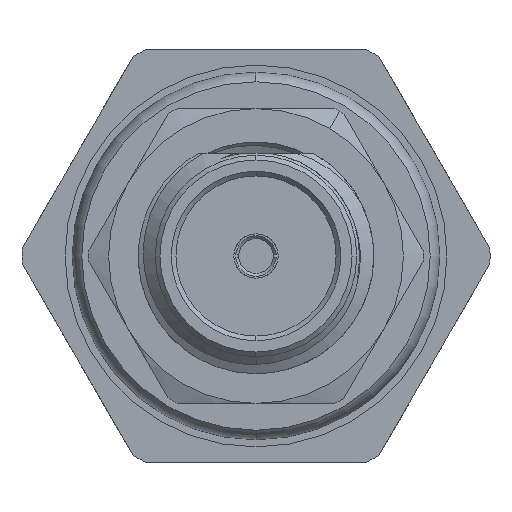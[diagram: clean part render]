
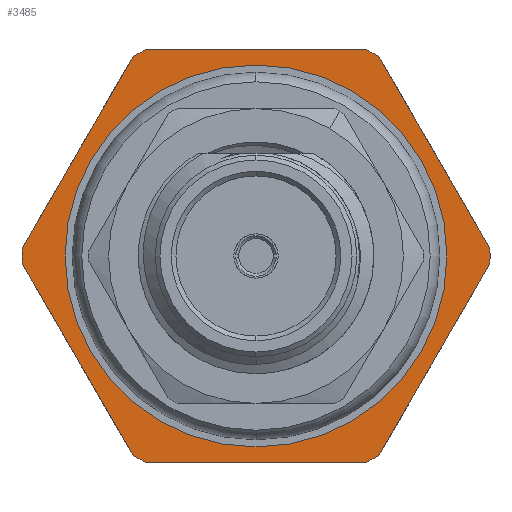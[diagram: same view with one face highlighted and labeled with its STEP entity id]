
A CAD part, left-side view. The second image highlights one B-rep face of the part: STEP entity #3485.
In plain terms, the highlighted planar face has unit normal (-1, 0, 0).
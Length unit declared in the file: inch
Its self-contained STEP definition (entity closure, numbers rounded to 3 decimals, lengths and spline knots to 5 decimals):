
#275 = DIRECTION ( 'NONE',  ( -1., 0., 0. ) ) ;
#576 = CARTESIAN_POINT ( 'NONE',  ( 0.415, 0.20274, -0.219 ) ) ;
#1193 = CIRCLE ( 'NONE', #4524, 0.24848 ) ;
#1526 = ORIENTED_EDGE ( 'NONE', *, *, #3921, .T. ) ;
#1551 = VECTOR ( 'NONE', #8531, 39.37008 ) ;
#1555 = EDGE_LOOP ( 'NONE', ( #1526, #2115 ) ) ;
#1623 = CARTESIAN_POINT ( 'NONE',  ( 0.415, 0.24836, -0.00783 ) ) ;
#1900 = CARTESIAN_POINT ( 'NONE',  ( 0.415, -0.24836, -0.00783 ) ) ;
#1924 = DIRECTION ( 'NONE',  ( 0., 0.5, -0.866 ) ) ;
#2115 = ORIENTED_EDGE ( 'NONE', *, *, #24689, .T. ) ;
#2520 = ORIENTED_EDGE ( 'NONE', *, *, #9003, .T. ) ;
#2584 = DIRECTION ( 'NONE',  ( 1., 0., 0. ) ) ;
#2647 = DIRECTION ( 'NONE',  ( 1., 0., 0. ) ) ;
#2792 = DIRECTION ( 'NONE',  ( 0., 0.5, 0.866 ) ) ;
#2830 = DIRECTION ( 'NONE',  ( 1., 0., 0. ) ) ;
#2880 = VECTOR ( 'NONE', #1924, 39.37008 ) ;
#3129 = CIRCLE ( 'NONE', #10207, 0.20274 ) ;
#3162 = EDGE_CURVE ( 'NONE', #7597, #7766, #18560, .T. ) ;
#3226 = CARTESIAN_POINT ( 'NONE',  ( 0.415, -0.1174, 0.219 ) ) ;
#3485 = ADVANCED_FACE ( 'NONE', ( #14641, #6142 ), #4720, .T. ) ;
#3503 = DIRECTION ( 'NONE',  ( 0., 0., -1. ) ) ;
#3921 = EDGE_CURVE ( 'NONE', #13530, #5817, #3129, .T. ) ;
#4122 = ORIENTED_EDGE ( 'NONE', *, *, #12296, .F. ) ;
#4316 = ORIENTED_EDGE ( 'NONE', *, *, #22700, .T. ) ;
#4524 = AXIS2_PLACEMENT_3D ( 'NONE', #25219, #5106, #17131 ) ;
#4613 = CARTESIAN_POINT ( 'NONE',  ( 0.415, -0.1174, -0.219 ) ) ;
#4720 = PLANE ( 'NONE',  #19381 ) ;
#5033 = LINE ( 'NONE', #20968, #16586 ) ;
#5067 = CARTESIAN_POINT ( 'NONE',  ( 0.415, 0., -0.20274 ) ) ;
#5106 = DIRECTION ( 'NONE',  ( 1., 0., 0. ) ) ;
#5280 = DIRECTION ( 'NONE',  ( 0., -0.5, -0.866 ) ) ;
#5347 = CARTESIAN_POINT ( 'NONE',  ( 0.415, 0., 0. ) ) ;
#5553 = CARTESIAN_POINT ( 'NONE',  ( 0.415, 0., 0. ) ) ;
#5817 = VERTEX_POINT ( 'NONE', #9116 ) ;
#6142 = FACE_OUTER_BOUND ( 'NONE', #16868, .T. ) ;
#6298 = CARTESIAN_POINT ( 'NONE',  ( 0.415, 0.24836, 0.00783 ) ) ;
#6848 = EDGE_CURVE ( 'NONE', #17073, #21571, #14226, .T. ) ;
#7286 = VERTEX_POINT ( 'NONE', #13625 ) ;
#7597 = VERTEX_POINT ( 'NONE', #1623 ) ;
#7766 = VERTEX_POINT ( 'NONE', #6298 ) ;
#7956 = CARTESIAN_POINT ( 'NONE',  ( 0.415, 0.1174, 0.219 ) ) ;
#8025 = EDGE_CURVE ( 'NONE', #17073, #7286, #13264, .T. ) ;
#8178 = CARTESIAN_POINT ( 'NONE',  ( 0.415, 0.24034, 0.02171 ) ) ;
#8257 = CIRCLE ( 'NONE', #21185, 0.20274 ) ;
#8450 = VERTEX_POINT ( 'NONE', #17115 ) ;
#8486 = DIRECTION ( 'NONE',  ( 0., 1., 0. ) ) ;
#8531 = DIRECTION ( 'NONE',  ( 0., -1., 0. ) ) ;
#8666 = LINE ( 'NONE', #576, #1551 ) ;
#9003 = EDGE_CURVE ( 'NONE', #8450, #16690, #19559, .T. ) ;
#9105 = AXIS2_PLACEMENT_3D ( 'NONE', #5553, #23701, #9599 ) ;
#9116 = CARTESIAN_POINT ( 'NONE',  ( 0.415, 0., 0.20274 ) ) ;
#9545 = EDGE_CURVE ( 'NONE', #13785, #18156, #8666, .T. ) ;
#9599 = DIRECTION ( 'NONE',  ( 0., 0., -1. ) ) ;
#9925 = ORIENTED_EDGE ( 'NONE', *, *, #8025, .F. ) ;
#10002 = CARTESIAN_POINT ( 'NONE',  ( 0.415, -0.13897, -0.19729 ) ) ;
#10207 = AXIS2_PLACEMENT_3D ( 'NONE', #22562, #2584, #16420 ) ;
#10333 = CARTESIAN_POINT ( 'NONE',  ( 0.415, 0., 0. ) ) ;
#10362 = ORIENTED_EDGE ( 'NONE', *, *, #13750, .T. ) ;
#10477 = CARTESIAN_POINT ( 'NONE',  ( 0.415, -0.13897, 0.19729 ) ) ;
#11037 = DIRECTION ( 'NONE',  ( 0., 0., -1. ) ) ;
#11349 = DIRECTION ( 'NONE',  ( 0., 0., -1. ) ) ;
#11590 = VECTOR ( 'NONE', #8486, 39.37008 ) ;
#11871 = AXIS2_PLACEMENT_3D ( 'NONE', #22637, #12705, #14402 ) ;
#12296 = EDGE_CURVE ( 'NONE', #8450, #18156, #1193, .T. ) ;
#12396 = CARTESIAN_POINT ( 'NONE',  ( 0.415, 0.20274, 0.219 ) ) ;
#12705 = DIRECTION ( 'NONE',  ( 1., 0., 0. ) ) ;
#12836 = LINE ( 'NONE', #10477, #17571 ) ;
#12969 = ORIENTED_EDGE ( 'NONE', *, *, #9545, .T. ) ;
#13264 = CIRCLE ( 'NONE', #14073, 0.24848 ) ;
#13530 = VERTEX_POINT ( 'NONE', #5067 ) ;
#13622 = CIRCLE ( 'NONE', #9105, 0.24848 ) ;
#13625 = CARTESIAN_POINT ( 'NONE',  ( 0.415, -0.13096, 0.21117 ) ) ;
#13635 = ORIENTED_EDGE ( 'NONE', *, *, #6848, .T. ) ;
#13750 = EDGE_CURVE ( 'NONE', #18975, #7766, #23727, .T. ) ;
#13785 = VERTEX_POINT ( 'NONE', #18110 ) ;
#14073 = AXIS2_PLACEMENT_3D ( 'NONE', #15211, #2830, #11037 ) ;
#14226 = LINE ( 'NONE', #12396, #11590 ) ;
#14240 = CARTESIAN_POINT ( 'NONE',  ( 0.415, 0.20274, 0. ) ) ;
#14402 = DIRECTION ( 'NONE',  ( 0., 0., -1. ) ) ;
#14633 = VERTEX_POINT ( 'NONE', #24964 ) ;
#14641 = FACE_BOUND ( 'NONE', #1555, .T. ) ;
#14652 = DIRECTION ( 'NONE',  ( 0., 0., -1. ) ) ;
#14676 = ORIENTED_EDGE ( 'NONE', *, *, #18950, .F. ) ;
#14891 = DIRECTION ( 'NONE',  ( 1., 0., 0. ) ) ;
#15211 = CARTESIAN_POINT ( 'NONE',  ( 0.415, 0., 0. ) ) ;
#15898 = AXIS2_PLACEMENT_3D ( 'NONE', #5347, #14891, #11349 ) ;
#16420 = DIRECTION ( 'NONE',  ( 0., 0., -1. ) ) ;
#16586 = VECTOR ( 'NONE', #5280, 39.37008 ) ;
#16690 = VERTEX_POINT ( 'NONE', #1900 ) ;
#16738 = CARTESIAN_POINT ( 'NONE',  ( 0.415, 0., 0. ) ) ;
#16832 = ORIENTED_EDGE ( 'NONE', *, *, #17956, .T. ) ;
#16868 = EDGE_LOOP ( 'NONE', ( #16832, #9925, #13635, #17901, #10362, #24170, #4316, #14676, #12969, #4122, #2520, #22199 ) ) ;
#17073 = VERTEX_POINT ( 'NONE', #3226 ) ;
#17115 = CARTESIAN_POINT ( 'NONE',  ( 0.415, -0.13096, -0.21117 ) ) ;
#17131 = DIRECTION ( 'NONE',  ( 0., 0., -1. ) ) ;
#17160 = CIRCLE ( 'NONE', #15898, 0.24848 ) ;
#17363 = CARTESIAN_POINT ( 'NONE',  ( 0.415, 0.13096, 0.21117 ) ) ;
#17385 = VECTOR ( 'NONE', #17976, 39.37008 ) ;
#17571 = VECTOR ( 'NONE', #2792, 39.37008 ) ;
#17821 = CIRCLE ( 'NONE', #23655, 0.24848 ) ;
#17901 = ORIENTED_EDGE ( 'NONE', *, *, #22781, .F. ) ;
#17956 = EDGE_CURVE ( 'NONE', #14633, #7286, #12836, .T. ) ;
#17976 = DIRECTION ( 'NONE',  ( 0., -0.5, 0.866 ) ) ;
#18110 = CARTESIAN_POINT ( 'NONE',  ( 0.415, 0.1174, -0.219 ) ) ;
#18156 = VERTEX_POINT ( 'NONE', #4613 ) ;
#18560 = CIRCLE ( 'NONE', #11871, 0.24848 ) ;
#18950 = EDGE_CURVE ( 'NONE', #13785, #23265, #17160, .T. ) ;
#18975 = VERTEX_POINT ( 'NONE', #17363 ) ;
#19381 = AXIS2_PLACEMENT_3D ( 'NONE', #14240, #275, #20653 ) ;
#19559 = LINE ( 'NONE', #10002, #17385 ) ;
#20653 = DIRECTION ( 'NONE',  ( 0., 0., 1. ) ) ;
#20968 = CARTESIAN_POINT ( 'NONE',  ( 0.415, 0.24034, -0.02171 ) ) ;
#21185 = AXIS2_PLACEMENT_3D ( 'NONE', #10333, #2647, #14652 ) ;
#21571 = VERTEX_POINT ( 'NONE', #7956 ) ;
#22199 = ORIENTED_EDGE ( 'NONE', *, *, #22319, .F. ) ;
#22281 = CARTESIAN_POINT ( 'NONE',  ( 0.415, 0.13096, -0.21117 ) ) ;
#22319 = EDGE_CURVE ( 'NONE', #14633, #16690, #13622, .T. ) ;
#22562 = CARTESIAN_POINT ( 'NONE',  ( 0.415, 0., 0. ) ) ;
#22637 = CARTESIAN_POINT ( 'NONE',  ( 0.415, 0., 0. ) ) ;
#22700 = EDGE_CURVE ( 'NONE', #7597, #23265, #5033, .T. ) ;
#22745 = DIRECTION ( 'NONE',  ( 1., 0., 0. ) ) ;
#22781 = EDGE_CURVE ( 'NONE', #18975, #21571, #17821, .T. ) ;
#23265 = VERTEX_POINT ( 'NONE', #22281 ) ;
#23655 = AXIS2_PLACEMENT_3D ( 'NONE', #16738, #22745, #3503 ) ;
#23701 = DIRECTION ( 'NONE',  ( 1., 0., 0. ) ) ;
#23727 = LINE ( 'NONE', #8178, #2880 ) ;
#24170 = ORIENTED_EDGE ( 'NONE', *, *, #3162, .F. ) ;
#24689 = EDGE_CURVE ( 'NONE', #5817, #13530, #8257, .T. ) ;
#24964 = CARTESIAN_POINT ( 'NONE',  ( 0.415, -0.24836, 0.00783 ) ) ;
#25219 = CARTESIAN_POINT ( 'NONE',  ( 0.415, 0., 0. ) ) ;
